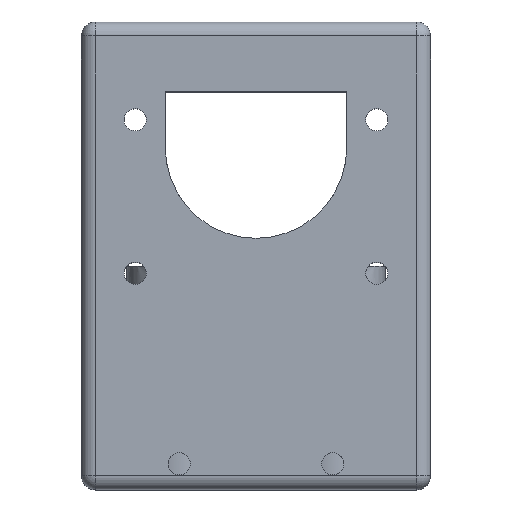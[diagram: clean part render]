
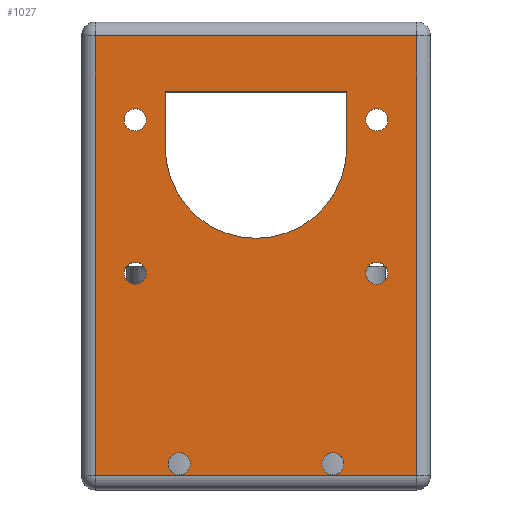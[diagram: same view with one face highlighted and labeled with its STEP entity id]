
A CAD part, top view. The second image highlights one B-rep face of the part: STEP entity #1027.
In plain terms, the highlighted planar face has unit normal (0, 0, 1).
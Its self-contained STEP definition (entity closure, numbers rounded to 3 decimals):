
#84=PLANE('',#1135);
#102=FACE_BOUND('',#201,.T.);
#103=FACE_BOUND('',#202,.T.);
#104=FACE_BOUND('',#203,.T.);
#105=FACE_BOUND('',#204,.T.);
#106=FACE_BOUND('',#205,.T.);
#107=FACE_BOUND('',#206,.T.);
#108=FACE_BOUND('',#207,.T.);
#142=FACE_OUTER_BOUND('',#200,.T.);
#200=EDGE_LOOP('',(#807,#808,#809,#810));
#201=EDGE_LOOP('',(#811,#812,#813,#814));
#202=EDGE_LOOP('',(#815));
#203=EDGE_LOOP('',(#816));
#204=EDGE_LOOP('',(#817));
#205=EDGE_LOOP('',(#818));
#206=EDGE_LOOP('',(#819));
#207=EDGE_LOOP('',(#820));
#272=LINE('',#1616,#347);
#280=LINE('',#1643,#355);
#283=LINE('',#1668,#358);
#286=LINE('',#1672,#361);
#296=LINE('',#1701,#371);
#303=LINE('',#1722,#378);
#304=LINE('',#1723,#379);
#347=VECTOR('',#1232,10.);
#355=VECTOR('',#1260,10.);
#358=VECTOR('',#1287,10.);
#361=VECTOR('',#1292,10.);
#371=VECTOR('',#1326,10.);
#378=VECTOR('',#1351,10.);
#379=VECTOR('',#1352,10.);
#422=CIRCLE('',#1095,13.);
#442=CIRCLE('',#1136,1.6);
#443=CIRCLE('',#1137,1.6);
#444=CIRCLE('',#1138,1.6);
#445=CIRCLE('',#1139,1.6);
#446=CIRCLE('',#1140,1.6);
#447=CIRCLE('',#1141,1.6);
#491=VERTEX_POINT('',#1613);
#492=VERTEX_POINT('',#1615);
#496=VERTEX_POINT('',#1628);
#497=VERTEX_POINT('',#1632);
#500=VERTEX_POINT('',#1639);
#509=VERTEX_POINT('',#1661);
#511=VERTEX_POINT('',#1666);
#523=VERTEX_POINT('',#1721);
#524=VERTEX_POINT('',#1724);
#525=VERTEX_POINT('',#1726);
#526=VERTEX_POINT('',#1728);
#527=VERTEX_POINT('',#1730);
#528=VERTEX_POINT('',#1732);
#529=VERTEX_POINT('',#1734);
#581=EDGE_CURVE('',#492,#491,#272,.T.);
#589=EDGE_CURVE('',#491,#496,#422,.T.);
#595=EDGE_CURVE('',#497,#500,#280,.T.);
#606=EDGE_CURVE('',#511,#509,#283,.T.);
#609=EDGE_CURVE('',#509,#497,#286,.T.);
#625=EDGE_CURVE('',#500,#511,#296,.T.);
#635=EDGE_CURVE('',#492,#523,#303,.T.);
#636=EDGE_CURVE('',#496,#523,#304,.T.);
#637=EDGE_CURVE('',#524,#524,#442,.T.);
#638=EDGE_CURVE('',#525,#525,#443,.T.);
#639=EDGE_CURVE('',#526,#526,#444,.T.);
#640=EDGE_CURVE('',#527,#527,#445,.T.);
#641=EDGE_CURVE('',#528,#528,#446,.T.);
#642=EDGE_CURVE('',#529,#529,#447,.T.);
#807=ORIENTED_EDGE('',*,*,#606,.F.);
#808=ORIENTED_EDGE('',*,*,#625,.F.);
#809=ORIENTED_EDGE('',*,*,#595,.F.);
#810=ORIENTED_EDGE('',*,*,#609,.F.);
#811=ORIENTED_EDGE('',*,*,#635,.F.);
#812=ORIENTED_EDGE('',*,*,#581,.T.);
#813=ORIENTED_EDGE('',*,*,#589,.T.);
#814=ORIENTED_EDGE('',*,*,#636,.T.);
#815=ORIENTED_EDGE('',*,*,#637,.T.);
#816=ORIENTED_EDGE('',*,*,#638,.T.);
#817=ORIENTED_EDGE('',*,*,#639,.T.);
#818=ORIENTED_EDGE('',*,*,#640,.T.);
#819=ORIENTED_EDGE('',*,*,#641,.T.);
#820=ORIENTED_EDGE('',*,*,#642,.T.);
#1027=ADVANCED_FACE('',(#142,#102,#103,#104,#105,#106,#107,#108),#84,.T.);
#1095=AXIS2_PLACEMENT_3D('',#1630,#1245,#1246);
#1135=AXIS2_PLACEMENT_3D('',#1720,#1349,#1350);
#1136=AXIS2_PLACEMENT_3D('',#1725,#1353,#1354);
#1137=AXIS2_PLACEMENT_3D('',#1727,#1355,#1356);
#1138=AXIS2_PLACEMENT_3D('',#1729,#1357,#1358);
#1139=AXIS2_PLACEMENT_3D('',#1731,#1359,#1360);
#1140=AXIS2_PLACEMENT_3D('',#1733,#1361,#1362);
#1141=AXIS2_PLACEMENT_3D('',#1735,#1363,#1364);
#1232=DIRECTION('',(0.,-1.,0.));
#1245=DIRECTION('center_axis',(0.,0.,-1.));
#1246=DIRECTION('ref_axis',(-1.,0.,0.));
#1260=DIRECTION('',(0.,-1.,0.));
#1287=DIRECTION('',(0.,1.,0.));
#1292=DIRECTION('',(1.,0.,0.));
#1326=DIRECTION('',(-1.,0.,0.));
#1349=DIRECTION('center_axis',(0.,0.,1.));
#1350=DIRECTION('ref_axis',(1.,0.,0.));
#1351=DIRECTION('',(-1.,0.,0.));
#1352=DIRECTION('',(0.,1.,0.));
#1353=DIRECTION('center_axis',(0.,0.,-1.));
#1354=DIRECTION('ref_axis',(-1.,0.,0.));
#1355=DIRECTION('center_axis',(0.,0.,-1.));
#1356=DIRECTION('ref_axis',(-1.,0.,0.));
#1357=DIRECTION('center_axis',(0.,0.,-1.));
#1358=DIRECTION('ref_axis',(-1.,0.,0.));
#1359=DIRECTION('center_axis',(0.,0.,-1.));
#1360=DIRECTION('ref_axis',(-1.,0.,0.));
#1361=DIRECTION('center_axis',(0.,0.,-1.));
#1362=DIRECTION('ref_axis',(-1.,0.,0.));
#1363=DIRECTION('center_axis',(0.,0.,-1.));
#1364=DIRECTION('ref_axis',(-1.,0.,0.));
#1613=CARTESIAN_POINT('',(13.,0.,25.));
#1615=CARTESIAN_POINT('',(13.,8.,25.));
#1616=CARTESIAN_POINT('',(13.,13.,25.));
#1628=CARTESIAN_POINT('',(-13.,0.,25.));
#1630=CARTESIAN_POINT('Origin',(0.,0.,25.));
#1632=CARTESIAN_POINT('',(23.,16.,25.));
#1639=CARTESIAN_POINT('',(23.,-47.,25.));
#1643=CARTESIAN_POINT('',(23.,-3.5,25.));
#1661=CARTESIAN_POINT('',(-23.,16.,25.));
#1666=CARTESIAN_POINT('',(-23.,-47.,25.));
#1668=CARTESIAN_POINT('',(-23.,-32.5,25.));
#1672=CARTESIAN_POINT('',(0.,16.,25.));
#1701=CARTESIAN_POINT('',(11.5,-47.,25.));
#1720=CARTESIAN_POINT('Origin',(0.,-18.,25.));
#1721=CARTESIAN_POINT('',(-13.,8.,25.));
#1722=CARTESIAN_POINT('',(-25.,8.,25.));
#1723=CARTESIAN_POINT('',(-13.,0.,25.));
#1724=CARTESIAN_POINT('',(-9.4,-45.3,25.));
#1725=CARTESIAN_POINT('Origin',(-11.,-45.3,25.));
#1726=CARTESIAN_POINT('',(-15.7,-18.,25.));
#1727=CARTESIAN_POINT('Origin',(-17.3,-18.,25.));
#1728=CARTESIAN_POINT('',(-15.7,4.,25.));
#1729=CARTESIAN_POINT('Origin',(-17.3,4.,25.));
#1730=CARTESIAN_POINT('',(12.6,-45.3,25.));
#1731=CARTESIAN_POINT('Origin',(11.,-45.3,25.));
#1732=CARTESIAN_POINT('',(18.9,-18.,25.));
#1733=CARTESIAN_POINT('Origin',(17.3,-18.,25.));
#1734=CARTESIAN_POINT('',(18.9,4.,25.));
#1735=CARTESIAN_POINT('Origin',(17.3,4.,25.));
